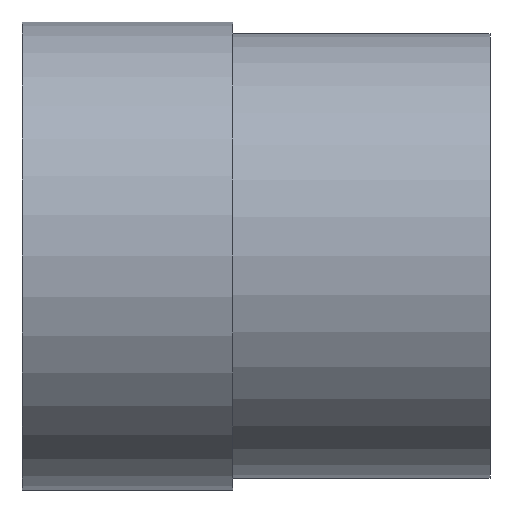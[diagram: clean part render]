
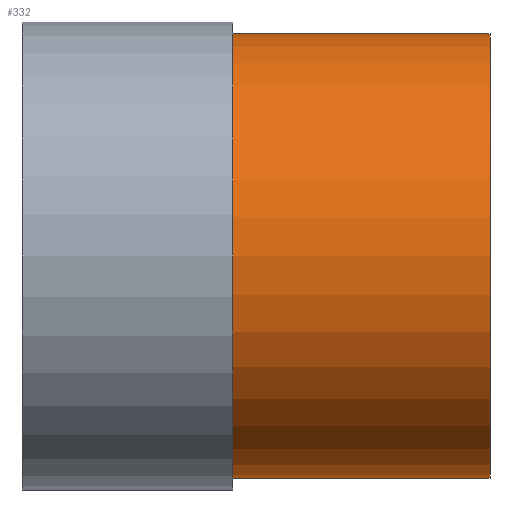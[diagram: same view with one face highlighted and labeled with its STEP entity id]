
A CAD part, front view. The second image highlights one B-rep face of the part: STEP entity #332.
In plain terms, the highlighted cylindrical face has radius 3.8 mm (diameter 7.6 mm), a partial arc.
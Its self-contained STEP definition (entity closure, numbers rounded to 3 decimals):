
#12 = AXIS2_PLACEMENT_3D ( 'NONE', #105, #518, #471 ) ;
#39 = ORIENTED_EDGE ( 'NONE', *, *, #204, .T. ) ;
#49 = DIRECTION ( 'NONE',  ( -1., 0., 0. ) ) ;
#65 = DIRECTION ( 'NONE',  ( -1., 0., 0. ) ) ;
#75 = VECTOR ( 'NONE', #65, 1000. ) ;
#97 = CARTESIAN_POINT ( 'NONE',  ( 0., 0., 0. ) ) ;
#105 = CARTESIAN_POINT ( 'NONE',  ( 8., 0., 0. ) ) ;
#107 = LINE ( 'NONE', #214, #359 ) ;
#173 = DIRECTION ( 'NONE',  ( 0., 0., 1. ) ) ;
#175 = EDGE_CURVE ( 'NONE', #205, #224, #107, .T. ) ;
#187 = EDGE_CURVE ( 'NONE', #224, #425, #212, .T. ) ;
#197 = ORIENTED_EDGE ( 'NONE', *, *, #175, .F. ) ;
#204 = EDGE_CURVE ( 'NONE', #469, #425, #595, .T. ) ;
#205 = VERTEX_POINT ( 'NONE', #216 ) ;
#211 = CIRCLE ( 'NONE', #12, 3.8 ) ;
#212 = CIRCLE ( 'NONE', #272, 3.8 ) ;
#214 = CARTESIAN_POINT ( 'NONE',  ( 0., 0., -3.8 ) ) ;
#216 = CARTESIAN_POINT ( 'NONE',  ( 8., 0., -3.8 ) ) ;
#224 = VERTEX_POINT ( 'NONE', #414 ) ;
#254 = ORIENTED_EDGE ( 'NONE', *, *, #291, .T. ) ;
#271 = CARTESIAN_POINT ( 'NONE',  ( 3.6, 0., 0. ) ) ;
#272 = AXIS2_PLACEMENT_3D ( 'NONE', #271, #503, #173 ) ;
#274 = FACE_OUTER_BOUND ( 'NONE', #497, .T. ) ;
#275 = CARTESIAN_POINT ( 'NONE',  ( 0., 0., 3.8 ) ) ;
#291 = EDGE_CURVE ( 'NONE', #205, #469, #211, .T. ) ;
#328 = AXIS2_PLACEMENT_3D ( 'NONE', #97, #49, #447 ) ;
#332 = ADVANCED_FACE ( 'NONE', ( #274 ), #444, .T. ) ;
#359 = VECTOR ( 'NONE', #362, 1000. ) ;
#362 = DIRECTION ( 'NONE',  ( -1., 0., 0. ) ) ;
#414 = CARTESIAN_POINT ( 'NONE',  ( 3.6, 0., -3.8 ) ) ;
#425 = VERTEX_POINT ( 'NONE', #508 ) ;
#444 = CYLINDRICAL_SURFACE ( 'NONE', #328, 3.8 ) ;
#447 = DIRECTION ( 'NONE',  ( 0., 0., 1. ) ) ;
#469 = VERTEX_POINT ( 'NONE', #502 ) ;
#471 = DIRECTION ( 'NONE',  ( 0., 0., 1. ) ) ;
#497 = EDGE_LOOP ( 'NONE', ( #197, #254, #39, #562 ) ) ;
#502 = CARTESIAN_POINT ( 'NONE',  ( 8., 0., 3.8 ) ) ;
#503 = DIRECTION ( 'NONE',  ( -1., 0., 0. ) ) ;
#508 = CARTESIAN_POINT ( 'NONE',  ( 3.6, 0., 3.8 ) ) ;
#518 = DIRECTION ( 'NONE',  ( -1., 0., 0. ) ) ;
#562 = ORIENTED_EDGE ( 'NONE', *, *, #187, .F. ) ;
#595 = LINE ( 'NONE', #275, #75 ) ;
